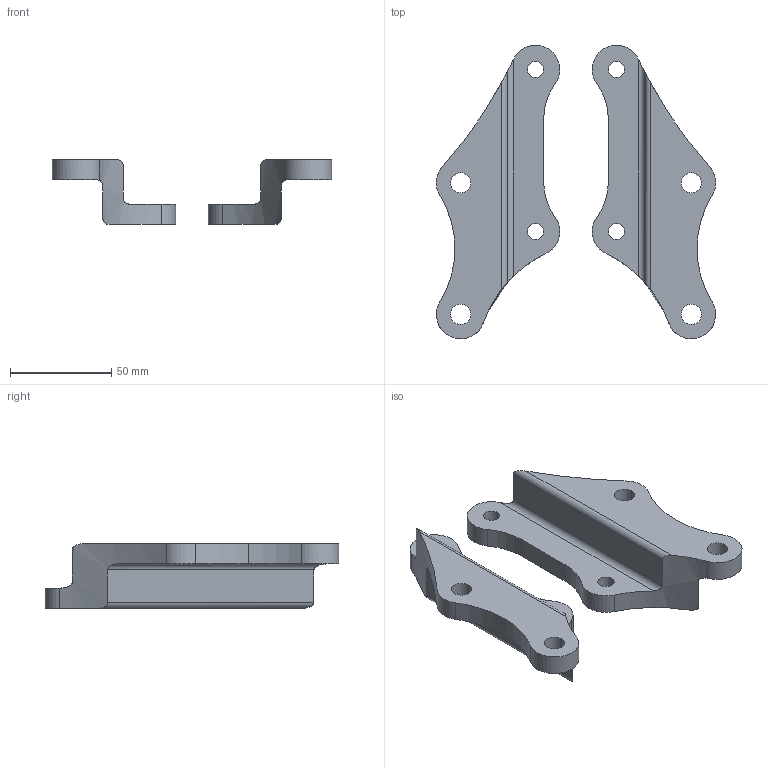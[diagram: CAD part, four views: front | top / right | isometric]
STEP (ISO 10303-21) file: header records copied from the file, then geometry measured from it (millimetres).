
FILE_DESCRIPTION (( 'STEP AP214' ), '1' );
FILE_NAME ('Pièce8.STEP', '2023-04-11T18:19:14', ( '' ), ( '' ), 'SwSTEP 2.0', 'SolidWorks 2019', '' );
FILE_SCHEMA (( 'AUTOMOTIVE_DESIGN' ));
Length unit declared in the file: millimetre
Products named in the file (1): Pièce8
Bounding box: 137.99 x 144.97 x 32 mm (x, y, z)
Volume: 143844.9 mm3; surface area: 38808.4 mm2
Topology: 2 solids, 2 shells, 62 faces, 174 edges, 116 vertices
Faces by surface type: cylinder 48, plane 14
Entity records: 2365 total; most frequent: CARTESIAN_POINT 635, DIRECTION 368, ORIENTED_EDGE 348, EDGE_CURVE 174, AXIS2_PLACEMENT_3D 149, VERTEX_POINT 116, CIRCLE 86, EDGE_LOOP 78
